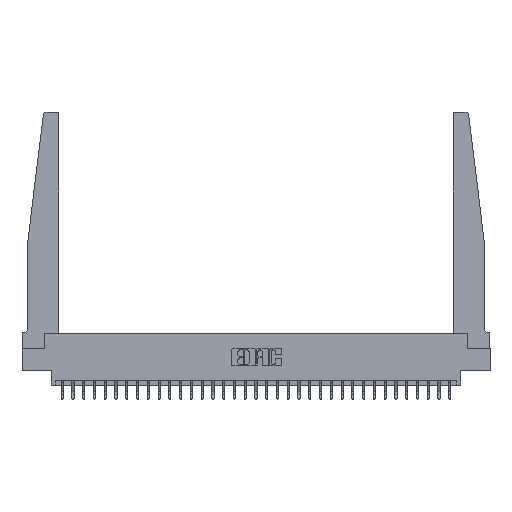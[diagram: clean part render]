
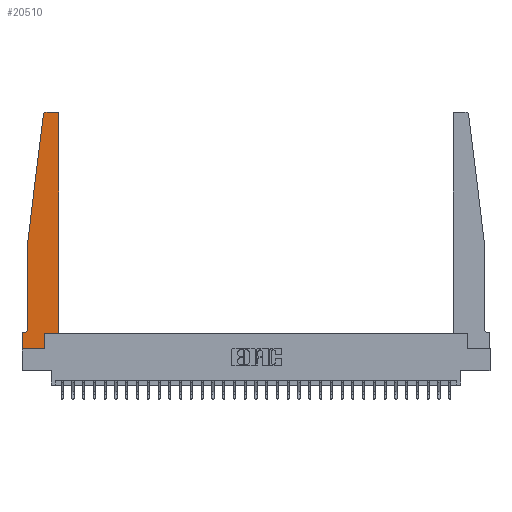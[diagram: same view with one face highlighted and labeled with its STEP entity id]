
A CAD part, top view. The second image highlights one B-rep face of the part: STEP entity #20510.
In plain terms, the highlighted planar face has unit normal (0, 0, 1).
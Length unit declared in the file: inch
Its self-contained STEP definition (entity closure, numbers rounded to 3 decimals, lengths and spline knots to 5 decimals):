
#917 = DIRECTION ( 'NONE',  ( -1., 0., 0. ) ) ;
#1048 = VERTEX_POINT ( 'NONE', #8558 ) ;
#1330 = DIRECTION ( 'NONE',  ( 0., 0., 1. ) ) ;
#1349 = CARTESIAN_POINT ( 'NONE',  ( 0.395, 2.75, 0.37 ) ) ;
#1625 = VECTOR ( 'NONE', #9717, 39.37008 ) ;
#1792 = EDGE_CURVE ( 'NONE', #6081, #21196, #7103, .T. ) ;
#1845 = CARTESIAN_POINT ( 'NONE',  ( 0.27653, 2.72, 0.37 ) ) ;
#1873 = CARTESIAN_POINT ( 'NONE',  ( 0.425, 0.18, 0.37 ) ) ;
#1979 = ORIENTED_EDGE ( 'NONE', *, *, #16437, .T. ) ;
#3048 = LINE ( 'NONE', #23510, #27963 ) ;
#3297 = CARTESIAN_POINT ( 'NONE',  ( 0.425, 0.18, 0.37 ) ) ;
#4136 = CARTESIAN_POINT ( 'NONE',  ( 0.065, 0.1875, 0.37 ) ) ;
#4456 = VERTEX_POINT ( 'NONE', #20239 ) ;
#4549 = DIRECTION ( 'NONE',  ( 1., 0., 0. ) ) ;
#4919 = EDGE_CURVE ( 'NONE', #20663, #30227, #22952, .T. ) ;
#5030 = EDGE_CURVE ( 'NONE', #30354, #20303, #6213, .T. ) ;
#5779 = VERTEX_POINT ( 'NONE', #27754 ) ;
#6081 = VERTEX_POINT ( 'NONE', #24380 ) ;
#6213 = LINE ( 'NONE', #11146, #23007 ) ;
#6843 = CARTESIAN_POINT ( 'NONE',  ( 0., 0.1875, 0.37 ) ) ;
#7021 = ORIENTED_EDGE ( 'NONE', *, *, #29926, .T. ) ;
#7103 = LINE ( 'NONE', #28468, #15106 ) ;
#7252 = DIRECTION ( 'NONE',  ( -0.122, -0.992, 0. ) ) ;
#7395 = CARTESIAN_POINT ( 'NONE',  ( 0.2605, 0.18, 0.37 ) ) ;
#7447 = FACE_OUTER_BOUND ( 'NONE', #15100, .T. ) ;
#8558 = CARTESIAN_POINT ( 'NONE',  ( 0.015, 0.1875, 0.37 ) ) ;
#8778 = AXIS2_PLACEMENT_3D ( 'NONE', #17780, #1330, #18384 ) ;
#9091 = CARTESIAN_POINT ( 'NONE',  ( 0.065, 0.2375, 0.37 ) ) ;
#9241 = ORIENTED_EDGE ( 'NONE', *, *, #22803, .T. ) ;
#9460 = PLANE ( 'NONE',  #14488 ) ;
#9532 = CARTESIAN_POINT ( 'NONE',  ( 0.425, 2.72, 0.37 ) ) ;
#9717 = DIRECTION ( 'NONE',  ( 0., 1., 0. ) ) ;
#11146 = CARTESIAN_POINT ( 'NONE',  ( 0.25, 2.75, 0.37 ) ) ;
#11805 = ORIENTED_EDGE ( 'NONE', *, *, #5030, .T. ) ;
#11841 = DIRECTION ( 'NONE',  ( 0., -1., 0. ) ) ;
#12847 = EDGE_CURVE ( 'NONE', #20966, #4456, #21699, .T. ) ;
#13250 = ORIENTED_EDGE ( 'NONE', *, *, #12847, .T. ) ;
#13419 = DIRECTION ( 'NONE',  ( 0., 0., 1. ) ) ;
#13485 = CARTESIAN_POINT ( 'NONE',  ( 0.27653, 2.75, 0.37 ) ) ;
#14099 = CARTESIAN_POINT ( 'NONE',  ( 0.425, 0.18, 0.37 ) ) ;
#14254 = ORIENTED_EDGE ( 'NONE', *, *, #4919, .T. ) ;
#14309 = ORIENTED_EDGE ( 'NONE', *, *, #29294, .T. ) ;
#14320 = LINE ( 'NONE', #23681, #27724 ) ;
#14488 = AXIS2_PLACEMENT_3D ( 'NONE', #6843, #28046, #16689 ) ;
#15100 = EDGE_LOOP ( 'NONE', ( #11805, #1979, #29812, #21409, #7021, #22896, #9241, #28869, #13250, #14309, #14254, #20553 ) ) ;
#15106 = VECTOR ( 'NONE', #7252, 39.37008 ) ;
#15187 = EDGE_CURVE ( 'NONE', #24399, #20966, #20487, .T. ) ;
#15471 = EDGE_CURVE ( 'NONE', #1048, #5779, #22447, .T. ) ;
#15918 = CARTESIAN_POINT ( 'NONE',  ( 0., 0., 0.37 ) ) ;
#16334 = CARTESIAN_POINT ( 'NONE',  ( 0.2605, 0., 0.37 ) ) ;
#16399 = LINE ( 'NONE', #14099, #29408 ) ;
#16437 = EDGE_CURVE ( 'NONE', #20303, #6081, #22404, .T. ) ;
#16517 = AXIS2_PLACEMENT_3D ( 'NONE', #1845, #13419, #20328 ) ;
#16689 = DIRECTION ( 'NONE',  ( 1., 0., 0. ) ) ;
#17443 = VECTOR ( 'NONE', #22501, 39.37008 ) ;
#17546 = CARTESIAN_POINT ( 'NONE',  ( 0.015, 0.2375, 0.37 ) ) ;
#17780 = CARTESIAN_POINT ( 'NONE',  ( 0.395, 2.72, 0.37 ) ) ;
#17884 = CARTESIAN_POINT ( 'NONE',  ( 0., 0., 0.37 ) ) ;
#18011 = CARTESIAN_POINT ( 'NONE',  ( 0.065, 1.25, 0.37 ) ) ;
#18070 = VECTOR ( 'NONE', #25555, 39.37008 ) ;
#18384 = DIRECTION ( 'NONE',  ( 1., 0., 0. ) ) ;
#20060 = CIRCLE ( 'NONE', #8778, 0.03 ) ;
#20239 = CARTESIAN_POINT ( 'NONE',  ( 0.2605, 0.18, 0.37 ) ) ;
#20303 = VERTEX_POINT ( 'NONE', #13485 ) ;
#20328 = DIRECTION ( 'NONE',  ( 1., 0., 0. ) ) ;
#20487 = LINE ( 'NONE', #17884, #17443 ) ;
#20510 = ADVANCED_FACE ( 'NONE', ( #7447 ), #9460, .T. ) ;
#20553 = ORIENTED_EDGE ( 'NONE', *, *, #27143, .T. ) ;
#20663 = VERTEX_POINT ( 'NONE', #3297 ) ;
#20966 = VERTEX_POINT ( 'NONE', #16334 ) ;
#21196 = VERTEX_POINT ( 'NONE', #18011 ) ;
#21409 = ORIENTED_EDGE ( 'NONE', *, *, #30195, .T. ) ;
#21699 = LINE ( 'NONE', #7395, #1625 ) ;
#22404 = CIRCLE ( 'NONE', #16517, 0.03 ) ;
#22447 = LINE ( 'NONE', #4136, #27730 ) ;
#22501 = DIRECTION ( 'NONE',  ( 1., 0., 0. ) ) ;
#22661 = DIRECTION ( 'NONE',  ( -1., 0., 0. ) ) ;
#22803 = EDGE_CURVE ( 'NONE', #5779, #24399, #14320, .T. ) ;
#22896 = ORIENTED_EDGE ( 'NONE', *, *, #15471, .T. ) ;
#22952 = LINE ( 'NONE', #1873, #18070 ) ;
#23007 = VECTOR ( 'NONE', #22661, 39.37008 ) ;
#23510 = CARTESIAN_POINT ( 'NONE',  ( 0.065, 1.25, 0.37 ) ) ;
#23681 = CARTESIAN_POINT ( 'NONE',  ( 0., 0., 0.37 ) ) ;
#24320 = DIRECTION ( 'NONE',  ( 0., 0., -1. ) ) ;
#24380 = CARTESIAN_POINT ( 'NONE',  ( 0.24675, 2.72367, 0.37 ) ) ;
#24399 = VERTEX_POINT ( 'NONE', #15918 ) ;
#25555 = DIRECTION ( 'NONE',  ( 0., 1., 0. ) ) ;
#27143 = EDGE_CURVE ( 'NONE', #30227, #30354, #20060, .T. ) ;
#27466 = CIRCLE ( 'NONE', #29429, 0.05 ) ;
#27724 = VECTOR ( 'NONE', #30150, 39.37008 ) ;
#27730 = VECTOR ( 'NONE', #29658, 39.37008 ) ;
#27754 = CARTESIAN_POINT ( 'NONE',  ( 0., 0.1875, 0.37 ) ) ;
#27963 = VECTOR ( 'NONE', #11841, 39.37008 ) ;
#28046 = DIRECTION ( 'NONE',  ( 0., 0., 1. ) ) ;
#28468 = CARTESIAN_POINT ( 'NONE',  ( 0.065, 1.25, 0.37 ) ) ;
#28869 = ORIENTED_EDGE ( 'NONE', *, *, #15187, .T. ) ;
#29294 = EDGE_CURVE ( 'NONE', #4456, #20663, #16399, .T. ) ;
#29408 = VECTOR ( 'NONE', #4549, 39.37008 ) ;
#29429 = AXIS2_PLACEMENT_3D ( 'NONE', #17546, #24320, #917 ) ;
#29544 = VERTEX_POINT ( 'NONE', #9091 ) ;
#29658 = DIRECTION ( 'NONE',  ( -1., 0., 0. ) ) ;
#29812 = ORIENTED_EDGE ( 'NONE', *, *, #1792, .T. ) ;
#29926 = EDGE_CURVE ( 'NONE', #29544, #1048, #27466, .T. ) ;
#30150 = DIRECTION ( 'NONE',  ( 0., -1., 0. ) ) ;
#30195 = EDGE_CURVE ( 'NONE', #21196, #29544, #3048, .T. ) ;
#30227 = VERTEX_POINT ( 'NONE', #9532 ) ;
#30354 = VERTEX_POINT ( 'NONE', #1349 ) ;
